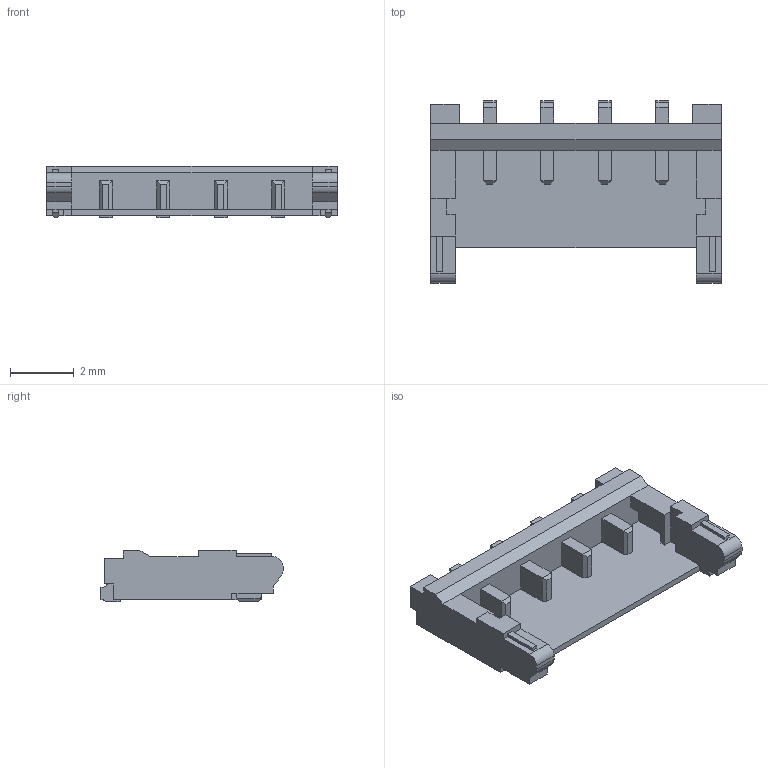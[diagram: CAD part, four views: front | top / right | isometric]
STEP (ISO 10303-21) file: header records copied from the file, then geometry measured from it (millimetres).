
FILE_DESCRIPTION(/* description */ (''),/* implementation_level */ '2;1');
FILE_NAME(/* name */ 'CON_2082940040.step.step',/* time_stamp */ '2024-02-29T22:44:12+01:00',/* author */ (''),/* organization */ (''),/* preprocessor_version */ 'ST-DEVELOPER v20',/* originating_system */ 'Autodesk Translation Framework v12.20.1.177',/* authorisation */ '');
FILE_SCHEMA (('AUTOMOTIVE_DESIGN { 1 0 10303 214 3 1 1 }'));
Length unit declared in the file: millimetre
Products named in the file (1): CON_2082940040
Bounding box: 9.1 x 5.7 x 1.6 mm (x, y, z)
Volume: 27.7 mm3; surface area: 150.1 mm2
Topology: 1 solids, 1 shells, 175 faces, 489 edges, 322 vertices
Faces by surface type: plane 159, cylinder 16
Entity records: 5650 total; most frequent: CARTESIAN_POINT 987, ORIENTED_EDGE 978, DIRECTION 873, EDGE_CURVE 489, LINE 457, VECTOR 457, VERTEX_POINT 322, AXIS2_PLACEMENT_3D 208
